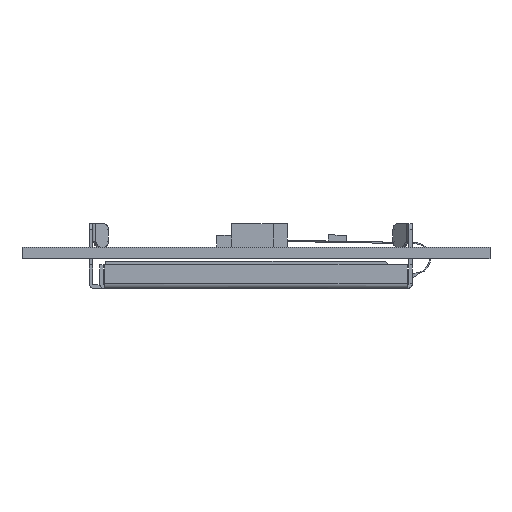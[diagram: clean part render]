
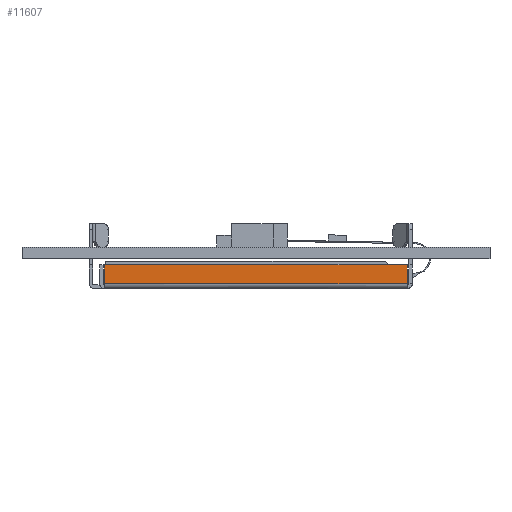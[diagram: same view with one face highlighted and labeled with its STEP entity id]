
A CAD part, left-side view. The second image highlights one B-rep face of the part: STEP entity #11607.
In plain terms, the highlighted planar face has unit normal (-1, 0, 0).
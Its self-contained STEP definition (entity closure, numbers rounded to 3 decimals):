
#34 = ORIENTED_EDGE ( 'NONE', *, *, #753, .T. ) ;
#37 = ORIENTED_EDGE ( 'NONE', *, *, #6566, .F. ) ;
#585 = CARTESIAN_POINT ( 'NONE',  ( -18.562, 56.712, 65.929 ) ) ;
#616 = LINE ( 'NONE', #5833, #4633 ) ;
#753 = EDGE_CURVE ( 'NONE', #7159, #3476, #616, .T. ) ;
#925 = VECTOR ( 'NONE', #12164, 1000. ) ;
#1750 = LINE ( 'NONE', #10493, #11809 ) ;
#1893 = VECTOR ( 'NONE', #5893, 1000. ) ;
#2303 = EDGE_CURVE ( 'NONE', #7159, #3320, #8456, .T. ) ;
#2650 = VERTEX_POINT ( 'NONE', #4376 ) ;
#3320 = VERTEX_POINT ( 'NONE', #585 ) ;
#3476 = VERTEX_POINT ( 'NONE', #4443 ) ;
#4227 = PLANE ( 'NONE',  #5005 ) ;
#4376 = CARTESIAN_POINT ( 'NONE',  ( -18.562, 56.712, 67.529 ) ) ;
#4443 = CARTESIAN_POINT ( 'NONE',  ( -18.562, 30.954, 67.529 ) ) ;
#4633 = VECTOR ( 'NONE', #7861, 1000. ) ;
#5005 = AXIS2_PLACEMENT_3D ( 'NONE', #10291, #8215, #9380 ) ;
#5404 = FACE_OUTER_BOUND ( 'NONE', #6595, .T. ) ;
#5833 = CARTESIAN_POINT ( 'NONE',  ( -18.562, 30.954, 65.829 ) ) ;
#5893 = DIRECTION ( 'NONE',  ( 0., 0., -1. ) ) ;
#6005 = EDGE_CURVE ( 'NONE', #2650, #3320, #9078, .T. ) ;
#6566 = EDGE_CURVE ( 'NONE', #2650, #3476, #1750, .T. ) ;
#6595 = EDGE_LOOP ( 'NONE', ( #8153, #11544, #34, #37 ) ) ;
#7153 = CARTESIAN_POINT ( 'NONE',  ( -18.562, 30.954, 65.929 ) ) ;
#7159 = VERTEX_POINT ( 'NONE', #7153 ) ;
#7861 = DIRECTION ( 'NONE',  ( 0., 0., 1. ) ) ;
#8153 = ORIENTED_EDGE ( 'NONE', *, *, #6005, .T. ) ;
#8206 = CARTESIAN_POINT ( 'NONE',  ( -18.562, 30.912, 65.929 ) ) ;
#8215 = DIRECTION ( 'NONE',  ( 1., 0., 0. ) ) ;
#8456 = LINE ( 'NONE', #8206, #925 ) ;
#9078 = LINE ( 'NONE', #11088, #1893 ) ;
#9168 = DIRECTION ( 'NONE',  ( 0., -1., 0. ) ) ;
#9380 = DIRECTION ( 'NONE',  ( 0., 0., -1. ) ) ;
#10291 = CARTESIAN_POINT ( 'NONE',  ( -18.562, 44.262, 65.829 ) ) ;
#10493 = CARTESIAN_POINT ( 'NONE',  ( -18.562, 58.012, 67.529 ) ) ;
#11088 = CARTESIAN_POINT ( 'NONE',  ( -18.562, 56.712, 71.029 ) ) ;
#11544 = ORIENTED_EDGE ( 'NONE', *, *, #2303, .F. ) ;
#11607 = ADVANCED_FACE ( 'NONE', ( #5404 ), #4227, .F. ) ;
#11809 = VECTOR ( 'NONE', #9168, 1000. ) ;
#12164 = DIRECTION ( 'NONE',  ( 0., 1., 0. ) ) ;
